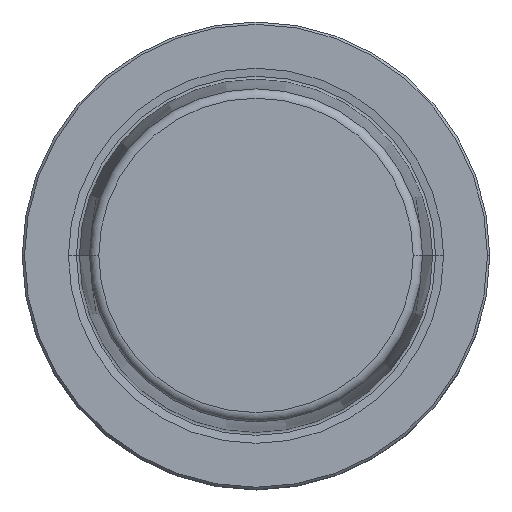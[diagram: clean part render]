
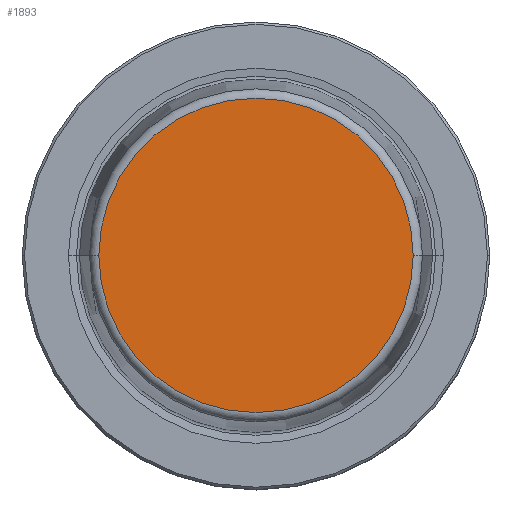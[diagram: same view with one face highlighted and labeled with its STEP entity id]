
A CAD part, top view. The second image highlights one B-rep face of the part: STEP entity #1893.
In plain terms, the highlighted planar face has unit normal (0, 0, 1).
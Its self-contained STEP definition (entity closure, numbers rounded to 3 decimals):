
#534=CARTESIAN_POINT('',(0.,0.,19.9));
#535=DIRECTION('',(0.,0.,1.));
#536=DIRECTION('',(1.,0.,0.));
#537=AXIS2_PLACEMENT_3D('',#534,#535,#536);
#542=CARTESIAN_POINT('',(0.,0.,19.9));
#543=DIRECTION('',(0.,0.,-1.));
#544=DIRECTION('',(1.,0.,0.));
#545=AXIS2_PLACEMENT_3D('',#542,#543,#544);
#1348=CARTESIAN_POINT('',(13.446,0.,19.9));
#1349=VERTEX_POINT('',#1348);
#1364=CARTESIAN_POINT('',(-13.446,0.,19.9));
#1365=VERTEX_POINT('',#1364);
#1884=CARTESIAN_POINT('',(0.,0.,19.9));
#1885=DIRECTION('',(0.,0.,-1.));
#1886=DIRECTION('',(-1.,0.,0.));
#1887=AXIS2_PLACEMENT_3D('',#1884,#1885,#1886);
#1888=PLANE('',#1887);
#1889=ORIENTED_EDGE('',*,*,#1877,.F.);
#1890=ORIENTED_EDGE('',*,*,#1866,.T.);
#1891=EDGE_LOOP('',(#1889,#1890));
#1892=FACE_OUTER_BOUND('',#1891,.F.);
#538=CIRCLE('',#537,13.446);
#546=CIRCLE('',#545,13.446);
#1866=EDGE_CURVE('',#1349,#1365,#546,.T.);
#1877=EDGE_CURVE('',#1349,#1365,#538,.T.);
#1893=ADVANCED_FACE('',(#1892),#1888,.F.);
